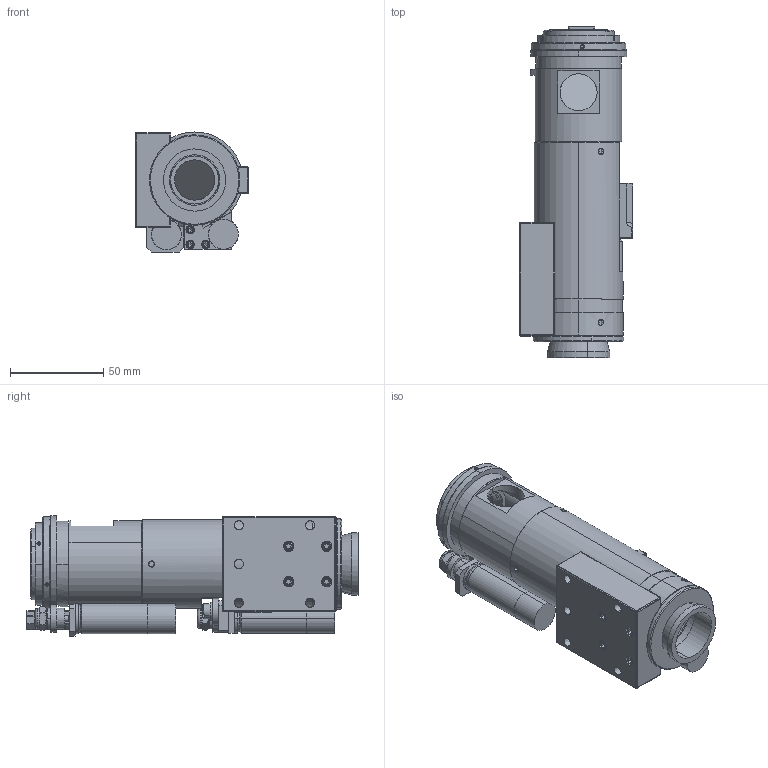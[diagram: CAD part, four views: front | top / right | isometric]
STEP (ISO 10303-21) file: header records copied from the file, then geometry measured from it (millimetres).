
FILE_DESCRIPTION((''),'2;1');
FILE_NAME('BOB''S PROJECTS\BOB''51202_O.stp','2003-11-25T10:38:11',('PODLENA'),(''),'Autodesk Inventor 7','Autodesk Inventor 7','');
FILE_SCHEMA(('AUTOMOTIVE_DESIGN { 1 0 10303 214 1 1 1 1 }'));
Length unit declared in the file: inch
Products named in the file (54): 51202_O; 60285-R; 60286; 60284; 60289; 7015; 62327; 60287; 8; 7036; 62569_12X; 60369; 62326; PC BOARD; SENSOR; TANTALUM CAP; CERAMIC CAP; 51280; 51279; 7470; 51278; 50109; 51216; 50216; 50219; 50218-R; 50162; 5402; 7008; 50161; 7006; 7040; 62329; 51277; 51214; 62325; 62568; 62328; 2; 50146 ...
Assembly tree (99 placements, depth 4):
  51202_O
    60285-R  x2
    60286  x2
    60284  x2
    60289  x2
    7015  x2
    62327  x2
    60287  x2
    8  x4
    7036  x7
    62569_12X
      60369
      62326
        PC BOARD
        SENSOR  x2
        TANTALUM CAP
        CERAMIC CAP
    51280
      51279
      7470  x3
      51278
      50109
    51216
      50216
      50219
      50218-R
      50162
      5402
      7008
      50161
      7006  x3
      7040  x2
      62329
      51277
        51214
        62325  x2
        7006  x3
    62568
      60369
      62326
        PC BOARD
        SENSOR  x2
        TANTALUM CAP
        CERAMIC CAP
    62328
    2  x2
    50146
    51186
    7004  x6
    60398
    60400
    60399-R
    7183
    7040  x4
    51275
      50211
      50215-R
      62325  x2
      51187
      7006  x3
Bounding box: 60.69 x 177.77 x 64.35 mm (x, y, z)
Volume: 208187.1 mm3; surface area: 131282.4 mm2
Topology: 95 solids, 95 shells, 2502 faces, 6164 edges, 3902 vertices
Faces by surface type: plane 1197, cylinder 606, cone 337, bspline 315, sphere 39, torus 8
Entity records: 47430 total; most frequent: CARTESIAN_POINT 14330, DIRECTION 6654, ORIENTED_EDGE 6556, EDGE_CURVE 3278, AXIS2_PLACEMENT_3D 2490, VERTEX_POINT 2115, VECTOR 1674, LINE 1674
